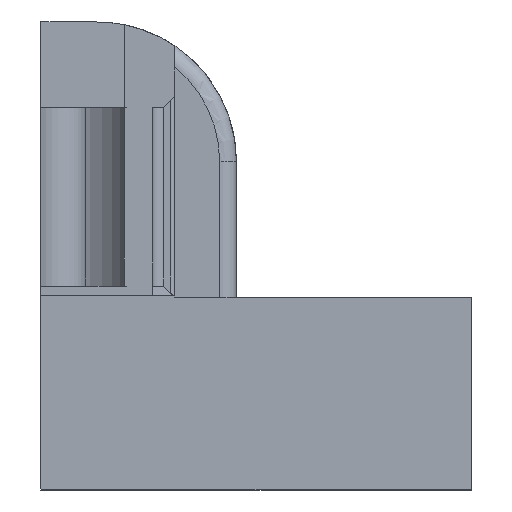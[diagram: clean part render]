
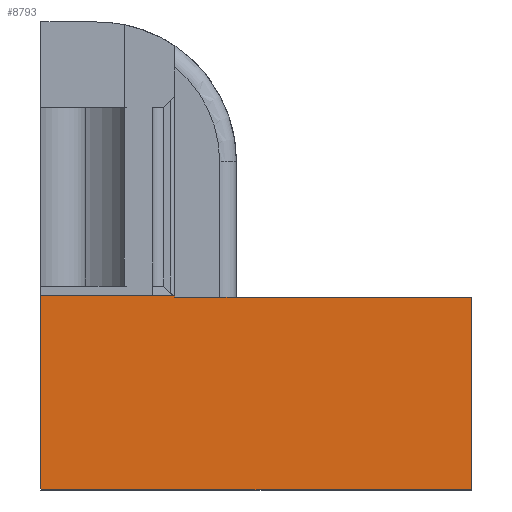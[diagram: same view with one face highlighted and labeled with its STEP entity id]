
A CAD part, left-side view. The second image highlights one B-rep face of the part: STEP entity #8793.
In plain terms, the highlighted planar face has unit normal (-1, 0, 0).
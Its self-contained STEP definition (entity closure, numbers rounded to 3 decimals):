
#3494=CARTESIAN_POINT('',(-94.248,47.144,68.556));
#3495=VERTEX_POINT('',#3494);
#3502=CARTESIAN_POINT('',(-94.248,47.144,68.487));
#3503=VERTEX_POINT('',#3502);
#3504=CARTESIAN_POINT('',(-94.248,47.144,68.487));
#3505=DIRECTION('',(-0.,0.,1.));
#3506=VECTOR('',#3505,0.07);
#3507=LINE('',#3504,#3506);
#3508=EDGE_CURVE('',#3503,#3495,#3507,.T.);
#4342=CARTESIAN_POINT('',(-94.248,51.944,68.556));
#4343=VERTEX_POINT('',#4342);
#4350=CARTESIAN_POINT('',(-94.248,51.944,68.556));
#4351=DIRECTION('',(0.,-1.,-0.));
#4352=VECTOR('',#4351,4.8);
#4353=LINE('',#4350,#4352);
#4354=EDGE_CURVE('',#4343,#3495,#4353,.T.);
#4998=CARTESIAN_POINT('',(-94.248,51.944,61.583));
#4999=VERTEX_POINT('',#4998);
#5006=CARTESIAN_POINT('',(-94.248,51.944,68.556));
#5007=DIRECTION('',(0.,-0.,-1.));
#5008=VECTOR('',#5007,6.973);
#5009=LINE('',#5006,#5008);
#5010=EDGE_CURVE('',#4343,#4999,#5009,.T.);
#5214=CARTESIAN_POINT('',(-94.248,36.544,61.583));
#5215=VERTEX_POINT('',#5214);
#5216=CARTESIAN_POINT('',(-94.248,51.944,61.583));
#5217=DIRECTION('',(0.,-1.,0.));
#5218=VECTOR('',#5217,15.4);
#5219=LINE('',#5216,#5218);
#5220=EDGE_CURVE('',#4999,#5215,#5219,.T.);
#8296=CARTESIAN_POINT('',(-94.248,36.544,68.393));
#8297=VERTEX_POINT('',#8296);
#8304=CARTESIAN_POINT('',(-94.248,36.544,61.583));
#8305=DIRECTION('',(-0.,0.,1.));
#8306=VECTOR('',#8305,6.81);
#8307=LINE('',#8304,#8306);
#8308=EDGE_CURVE('',#5215,#8297,#8307,.T.);
#8767=CARTESIAN_POINT('',(-94.248,46.544,65.333));
#8768=DIRECTION('',(1.,0.,0.));
#8769=DIRECTION('',(-0.,1.,0.));
#8770=AXIS2_PLACEMENT_3D('',#8767,#8768,#8769);
#8771=PLANE('',#8770);
#8772=ORIENTED_EDGE('',*,*,#4354,.F.);
#8773=ORIENTED_EDGE('',*,*,#5010,.T.);
#8774=ORIENTED_EDGE('',*,*,#5220,.T.);
#8775=ORIENTED_EDGE('',*,*,#8308,.T.);
#8776=CARTESIAN_POINT('',(-94.248,36.544,68.487));
#8777=VERTEX_POINT('',#8776);
#8778=CARTESIAN_POINT('',(-94.248,36.544,68.393));
#8779=DIRECTION('',(0.,-0.,1.));
#8780=VECTOR('',#8779,0.094);
#8781=LINE('',#8778,#8780);
#8782=EDGE_CURVE('',#8297,#8777,#8781,.T.);
#8783=ORIENTED_EDGE('',*,*,#8782,.T.);
#8784=CARTESIAN_POINT('',(-94.248,47.144,68.487));
#8785=DIRECTION('',(0.,-1.,-0.));
#8786=VECTOR('',#8785,10.6);
#8787=LINE('',#8784,#8786);
#8788=EDGE_CURVE('',#3503,#8777,#8787,.T.);
#8789=ORIENTED_EDGE('',*,*,#8788,.F.);
#8790=ORIENTED_EDGE('',*,*,#3508,.T.);
#8791=EDGE_LOOP('',(#8772,#8773,#8774,#8775,#8783,#8789,#8790));
#8792=FACE_BOUND('',#8791,.T.);
#8793=ADVANCED_FACE('',(#8792),#8771,.F.);
